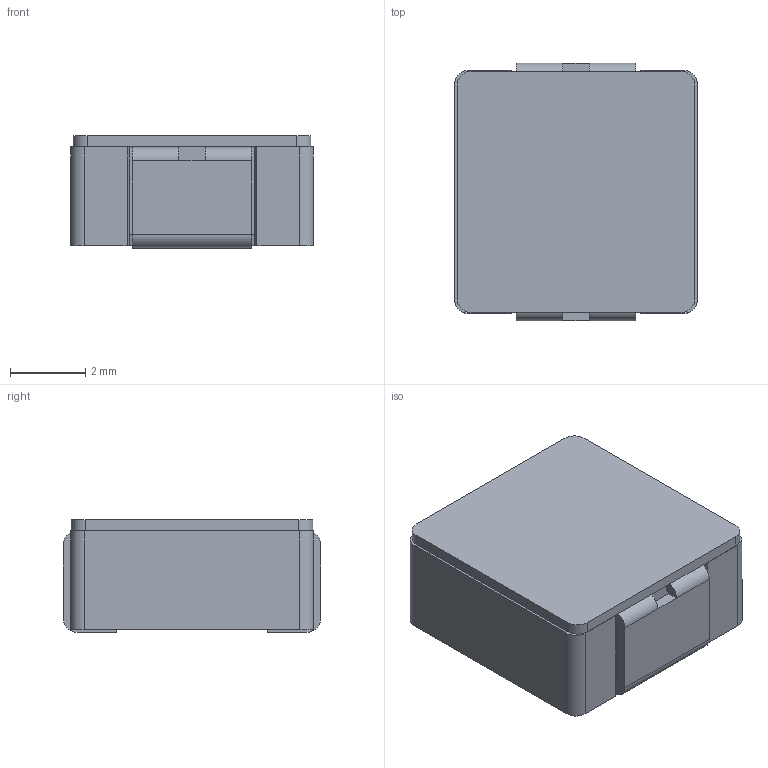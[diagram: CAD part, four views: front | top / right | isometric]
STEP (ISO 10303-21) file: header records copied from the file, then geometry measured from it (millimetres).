
FILE_DESCRIPTION (( 'STEP AP214' ), '1' );
FILE_NAME ('737556EE-7111-418C-9FA8-5E5211B78104.STEP', '2024-03-12T17:28:18', ( '' ), ( '' ), 'SwSTEP 2.0', 'SolidWorks 2022', '' );
FILE_SCHEMA (( 'AUTOMOTIVE_DESIGN' ));
Length unit declared in the file: millimetre
Products named in the file (1): 737556EE-7111-418C-9FA8-5E5211B78104
Bounding box: 6.47 x 6.86 x 3 mm (x, y, z)
Volume: 123.3 mm3; surface area: 211.3 mm2
Topology: 1 solids, 1 shells, 70 faces, 192 edges, 120 vertices
Faces by surface type: plane 50, cylinder 20
Entity records: 2996 total; most frequent: ORIENTED_EDGE 384, CARTESIAN_POINT 383, DIRECTION 374, EDGE_CURVE 192, VECTOR 152, LINE 152, VERTEX_POINT 120, AXIS2_PLACEMENT_3D 111
